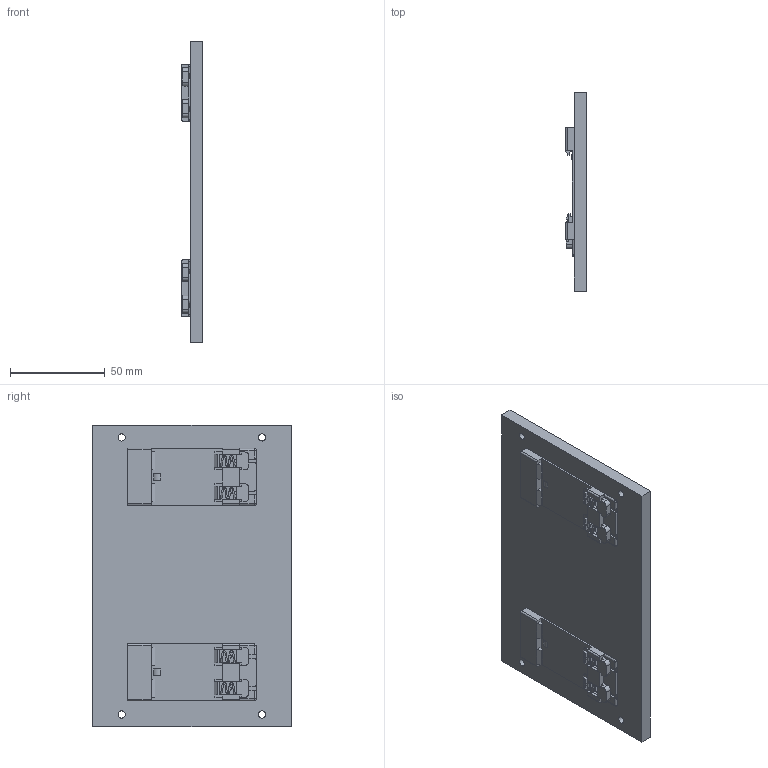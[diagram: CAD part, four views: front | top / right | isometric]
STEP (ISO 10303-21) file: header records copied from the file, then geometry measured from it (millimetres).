
FILE_DESCRIPTION((''),'2;1');
FILE_NAME('155392_SW','2011-05-05T',('banengservice'),('BANNER ENGINEERING'),'PRO/ENGINEER BY PARAMETRIC TECHNOLOGY CORPORATION, 2009141','PRO/ENGINEER BY PARAMETRIC TECHNOLOGY CORPORATION, 2009141','');
FILE_SCHEMA(('CONFIG_CONTROL_DESIGN'));
Length unit declared in the file: inch
Products named in the file (1): 155392_SW
Bounding box: 10.93 x 104.65 x 158.75 mm (x, y, z)
Volume: 104984.7 mm3; surface area: 49835.7 mm2
Topology: 1 solids, 1 shells, 684 faces, 1896 edges, 1212 vertices
Faces by surface type: plane 498, cylinder 164, cone 12, torus 6, sphere 4
Entity records: 22250 total; most frequent: CARTESIAN_POINT 4498, ORIENTED_EDGE 3792, DIRECTION 3594, EDGE_CURVE 1896, VECTOR 1474, LINE 1474, VERTEX_POINT 1212, AXIS2_PLACEMENT_3D 1060
